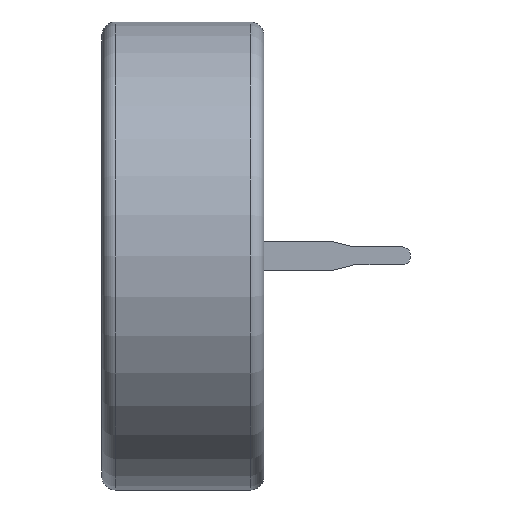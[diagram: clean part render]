
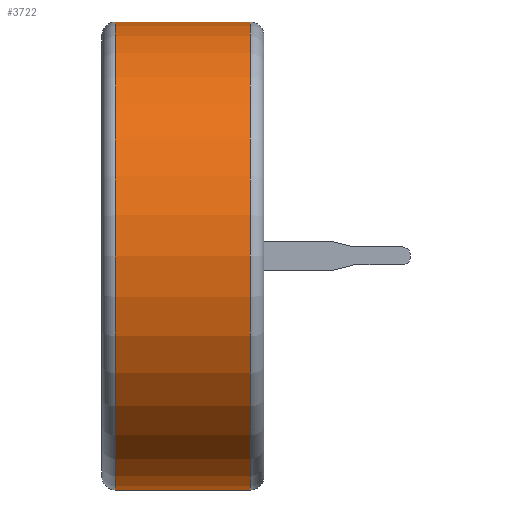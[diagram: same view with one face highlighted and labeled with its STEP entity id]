
A CAD part, left-side view. The second image highlights one B-rep face of the part: STEP entity #3722.
In plain terms, the highlighted cylindrical face has radius 10.4 mm (diameter 20.8 mm), a partial arc.
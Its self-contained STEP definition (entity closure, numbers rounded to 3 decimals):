
#158 = DIRECTION ( 'NONE',  ( 0., 0., 1. ) ) ;
#282 = EDGE_CURVE ( 'NONE', #2433, #1186, #3544, .T. ) ;
#290 = CARTESIAN_POINT ( 'NONE',  ( 0., 5.5, -10.4 ) ) ;
#348 = LINE ( 'NONE', #459, #451 ) ;
#451 = VECTOR ( 'NONE', #2414, 1000. ) ;
#459 = CARTESIAN_POINT ( 'NONE',  ( 0., 3.079, 10.4 ) ) ;
#479 = EDGE_CURVE ( 'NONE', #2684, #1186, #348, .T. ) ;
#579 = AXIS2_PLACEMENT_3D ( 'NONE', #1849, #3121, #158 ) ;
#632 = AXIS2_PLACEMENT_3D ( 'NONE', #3702, #3535, #1872 ) ;
#708 = VERTEX_POINT ( 'NONE', #290 ) ;
#776 = CARTESIAN_POINT ( 'NONE',  ( 0., -0.5, -10.4 ) ) ;
#905 = ORIENTED_EDGE ( 'NONE', *, *, #479, .F. ) ;
#1028 = VECTOR ( 'NONE', #3377, 1000. ) ;
#1042 = EDGE_CURVE ( 'NONE', #708, #2433, #2768, .T. ) ;
#1186 = VERTEX_POINT ( 'NONE', #1878 ) ;
#1444 = FACE_OUTER_BOUND ( 'NONE', #2006, .T. ) ;
#1734 = DIRECTION ( 'NONE',  ( 0., 0., -1. ) ) ;
#1824 = ORIENTED_EDGE ( 'NONE', *, *, #1042, .T. ) ;
#1849 = CARTESIAN_POINT ( 'NONE',  ( 0., 5.5, 0. ) ) ;
#1872 = DIRECTION ( 'NONE',  ( 0., 0., -1. ) ) ;
#1878 = CARTESIAN_POINT ( 'NONE',  ( 0., -0.5, 10.4 ) ) ;
#1880 = AXIS2_PLACEMENT_3D ( 'NONE', #2063, #3980, #1734 ) ;
#2006 = EDGE_LOOP ( 'NONE', ( #905, #3417, #1824, #3903 ) ) ;
#2063 = CARTESIAN_POINT ( 'NONE',  ( 0., -0.5, 0. ) ) ;
#2116 = CARTESIAN_POINT ( 'NONE',  ( 0., 3.079, -10.4 ) ) ;
#2414 = DIRECTION ( 'NONE',  ( 0., -1., 0. ) ) ;
#2433 = VERTEX_POINT ( 'NONE', #776 ) ;
#2613 = CYLINDRICAL_SURFACE ( 'NONE', #632, 10.4 ) ;
#2684 = VERTEX_POINT ( 'NONE', #3977 ) ;
#2768 = LINE ( 'NONE', #2116, #1028 ) ;
#2856 = CIRCLE ( 'NONE', #579, 10.4 ) ;
#2980 = EDGE_CURVE ( 'NONE', #2684, #708, #2856, .T. ) ;
#3121 = DIRECTION ( 'NONE',  ( 0., -1., 0. ) ) ;
#3377 = DIRECTION ( 'NONE',  ( 0., -1., 0. ) ) ;
#3417 = ORIENTED_EDGE ( 'NONE', *, *, #2980, .T. ) ;
#3535 = DIRECTION ( 'NONE',  ( 0., -1., 0. ) ) ;
#3544 = CIRCLE ( 'NONE', #1880, 10.4 ) ;
#3702 = CARTESIAN_POINT ( 'NONE',  ( 0., 3.079, 0. ) ) ;
#3722 = ADVANCED_FACE ( 'NONE', ( #1444 ), #2613, .T. ) ;
#3903 = ORIENTED_EDGE ( 'NONE', *, *, #282, .T. ) ;
#3977 = CARTESIAN_POINT ( 'NONE',  ( 0., 5.5, 10.4 ) ) ;
#3980 = DIRECTION ( 'NONE',  ( 0., 1., 0. ) ) ;
